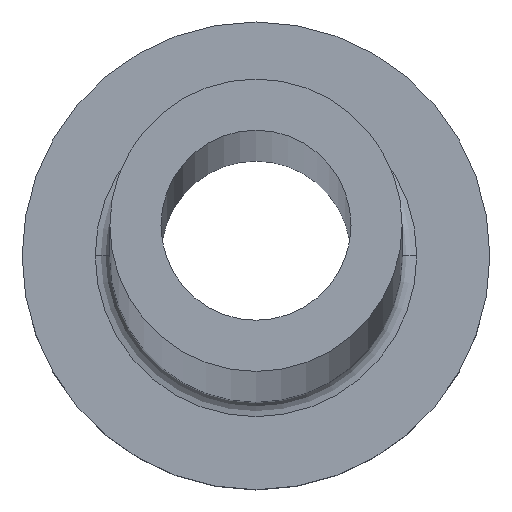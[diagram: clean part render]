
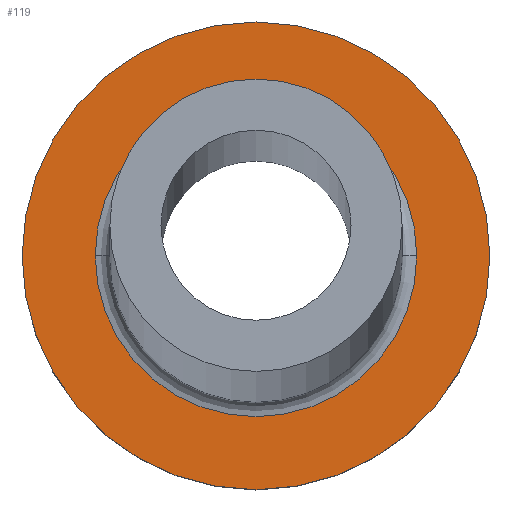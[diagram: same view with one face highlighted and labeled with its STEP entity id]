
A CAD part, top view. The second image highlights one B-rep face of the part: STEP entity #119.
In plain terms, the highlighted planar face has unit normal (0, 0, 1).
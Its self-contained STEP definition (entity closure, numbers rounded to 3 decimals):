
#3 = CIRCLE ( 'NONE', #43, 8. ) ;
#26 = CARTESIAN_POINT ( 'NONE',  ( 8., 0., 5. ) ) ;
#30 = CARTESIAN_POINT ( 'NONE',  ( 0., 0., 5. ) ) ;
#32 = DIRECTION ( 'NONE',  ( 1., 0., 0. ) ) ;
#43 = AXIS2_PLACEMENT_3D ( 'NONE', #294, #83, #245 ) ;
#59 = AXIS2_PLACEMENT_3D ( 'NONE', #284, #169, #261 ) ;
#60 = EDGE_CURVE ( 'NONE', #244, #356, #377, .T. ) ;
#78 = EDGE_CURVE ( 'NONE', #133, #137, #3, .T. ) ;
#83 = DIRECTION ( 'NONE',  ( 0., 0., 1. ) ) ;
#84 = ORIENTED_EDGE ( 'NONE', *, *, #60, .T. ) ;
#85 = EDGE_CURVE ( 'NONE', #137, #133, #308, .T. ) ;
#103 = AXIS2_PLACEMENT_3D ( 'NONE', #296, #361, #154 ) ;
#119 = ADVANCED_FACE ( 'NONE', ( #355, #329 ), #219, .T. ) ;
#133 = VERTEX_POINT ( 'NONE', #26 ) ;
#137 = VERTEX_POINT ( 'NONE', #147 ) ;
#139 = EDGE_LOOP ( 'NONE', ( #220, #84 ) ) ;
#147 = CARTESIAN_POINT ( 'NONE',  ( -8., 0., 5. ) ) ;
#152 = CARTESIAN_POINT ( 'NONE',  ( 0., 0., 5. ) ) ;
#154 = DIRECTION ( 'NONE',  ( 1., 0., 0. ) ) ;
#157 = EDGE_CURVE ( 'NONE', #356, #244, #258, .T. ) ;
#169 = DIRECTION ( 'NONE',  ( 0., 0., -1. ) ) ;
#177 = DIRECTION ( 'NONE',  ( 0., 0., 1. ) ) ;
#219 = PLANE ( 'NONE',  #275 ) ;
#220 = ORIENTED_EDGE ( 'NONE', *, *, #157, .T. ) ;
#224 = ORIENTED_EDGE ( 'NONE', *, *, #85, .T. ) ;
#231 = CARTESIAN_POINT ( 'NONE',  ( -5.5, 0., 5. ) ) ;
#242 = CARTESIAN_POINT ( 'NONE',  ( 5.5, 0., 5. ) ) ;
#244 = VERTEX_POINT ( 'NONE', #231 ) ;
#245 = DIRECTION ( 'NONE',  ( 1., 0., 0. ) ) ;
#258 = CIRCLE ( 'NONE', #103, 5.5 ) ;
#261 = DIRECTION ( 'NONE',  ( 1., 0., 0. ) ) ;
#275 = AXIS2_PLACEMENT_3D ( 'NONE', #152, #291, #32 ) ;
#284 = CARTESIAN_POINT ( 'NONE',  ( 0., 0., 5. ) ) ;
#291 = DIRECTION ( 'NONE',  ( 0., 0., 1. ) ) ;
#294 = CARTESIAN_POINT ( 'NONE',  ( 0., 0., 5. ) ) ;
#296 = CARTESIAN_POINT ( 'NONE',  ( 0., 0., 5. ) ) ;
#298 = DIRECTION ( 'NONE',  ( 1., 0., 0. ) ) ;
#308 = CIRCLE ( 'NONE', #363, 8. ) ;
#329 = FACE_OUTER_BOUND ( 'NONE', #373, .T. ) ;
#331 = ORIENTED_EDGE ( 'NONE', *, *, #78, .T. ) ;
#355 = FACE_BOUND ( 'NONE', #139, .T. ) ;
#356 = VERTEX_POINT ( 'NONE', #242 ) ;
#361 = DIRECTION ( 'NONE',  ( 0., 0., -1. ) ) ;
#363 = AXIS2_PLACEMENT_3D ( 'NONE', #30, #177, #298 ) ;
#373 = EDGE_LOOP ( 'NONE', ( #224, #331 ) ) ;
#377 = CIRCLE ( 'NONE', #59, 5.5 ) ;
